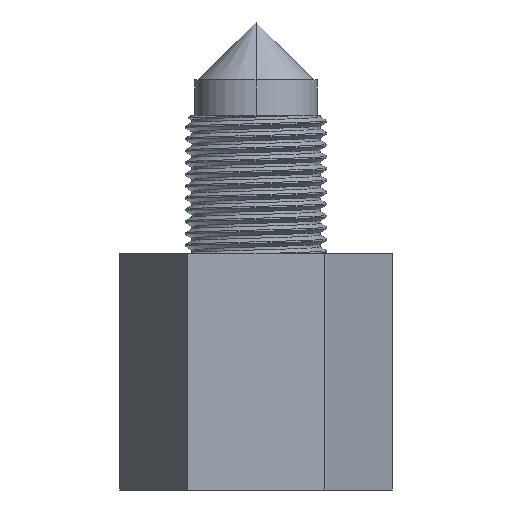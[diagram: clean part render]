
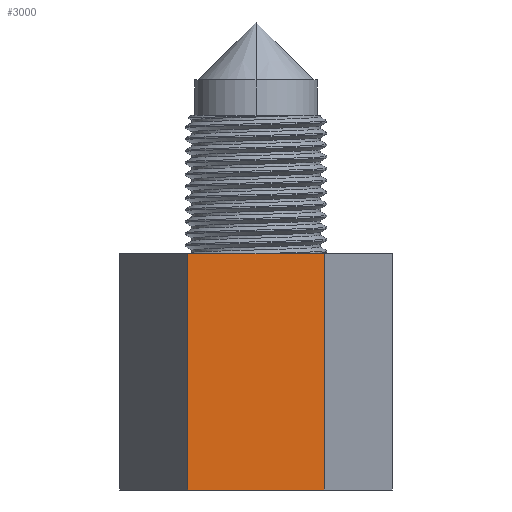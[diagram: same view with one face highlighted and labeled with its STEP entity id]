
A CAD part, left-side view. The second image highlights one B-rep face of the part: STEP entity #3000.
In plain terms, the highlighted planar face has unit normal (-1, 0, 0).
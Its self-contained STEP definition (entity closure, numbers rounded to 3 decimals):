
#24 = ORIENTED_EDGE ( 'NONE', *, *, #854, .F. ) ;
#51 = LINE ( 'NONE', #2607, #1959 ) ;
#86 = DIRECTION ( 'NONE',  ( 0., -1., 0. ) ) ;
#239 = DIRECTION ( 'NONE',  ( 0., 0., 1. ) ) ;
#252 = EDGE_CURVE ( 'NONE', #858, #2643, #51, .T. ) ;
#299 = FACE_OUTER_BOUND ( 'NONE', #2823, .T. ) ;
#646 = VECTOR ( 'NONE', #3442, 1000. ) ;
#854 = EDGE_CURVE ( 'NONE', #858, #1350, #3700, .T. ) ;
#858 = VERTEX_POINT ( 'NONE', #2390 ) ;
#920 = LINE ( 'NONE', #1148, #2862 ) ;
#1148 = CARTESIAN_POINT ( 'NONE',  ( -10., 5.774, 0. ) ) ;
#1203 = VECTOR ( 'NONE', #239, 1000. ) ;
#1225 = CARTESIAN_POINT ( 'NONE',  ( -10., -5.774, -20. ) ) ;
#1350 = VERTEX_POINT ( 'NONE', #1858 ) ;
#1682 = ORIENTED_EDGE ( 'NONE', *, *, #2576, .F. ) ;
#1858 = CARTESIAN_POINT ( 'NONE',  ( -10., 5.774, 0. ) ) ;
#1959 = VECTOR ( 'NONE', #86, 1000. ) ;
#1972 = EDGE_CURVE ( 'NONE', #2643, #1981, #2585, .T. ) ;
#1981 = VERTEX_POINT ( 'NONE', #2502 ) ;
#2102 = PLANE ( 'NONE',  #3648 ) ;
#2137 = CARTESIAN_POINT ( 'NONE',  ( -10., -5.774, -20. ) ) ;
#2390 = CARTESIAN_POINT ( 'NONE',  ( -10., 5.774, -20. ) ) ;
#2407 = CARTESIAN_POINT ( 'NONE',  ( -10., 5.774, -20. ) ) ;
#2502 = CARTESIAN_POINT ( 'NONE',  ( -10., -5.774, 0. ) ) ;
#2576 = EDGE_CURVE ( 'NONE', #1350, #1981, #920, .T. ) ;
#2585 = LINE ( 'NONE', #1225, #646 ) ;
#2607 = CARTESIAN_POINT ( 'NONE',  ( -10., 5.774, -20. ) ) ;
#2643 = VERTEX_POINT ( 'NONE', #2137 ) ;
#2823 = EDGE_LOOP ( 'NONE', ( #1682, #24, #3565, #3523 ) ) ;
#2862 = VECTOR ( 'NONE', #3402, 1000. ) ;
#3000 = ADVANCED_FACE ( 'NONE', ( #299 ), #2102, .T. ) ;
#3055 = DIRECTION ( 'NONE',  ( 0., -1., 0. ) ) ;
#3373 = DIRECTION ( 'NONE',  ( -1., 0., 0. ) ) ;
#3402 = DIRECTION ( 'NONE',  ( 0., -1., 0. ) ) ;
#3442 = DIRECTION ( 'NONE',  ( 0., 0., 1. ) ) ;
#3523 = ORIENTED_EDGE ( 'NONE', *, *, #1972, .T. ) ;
#3565 = ORIENTED_EDGE ( 'NONE', *, *, #252, .T. ) ;
#3608 = CARTESIAN_POINT ( 'NONE',  ( -10., 5.774, -20. ) ) ;
#3648 = AXIS2_PLACEMENT_3D ( 'NONE', #2407, #3373, #3055 ) ;
#3700 = LINE ( 'NONE', #3608, #1203 ) ;
